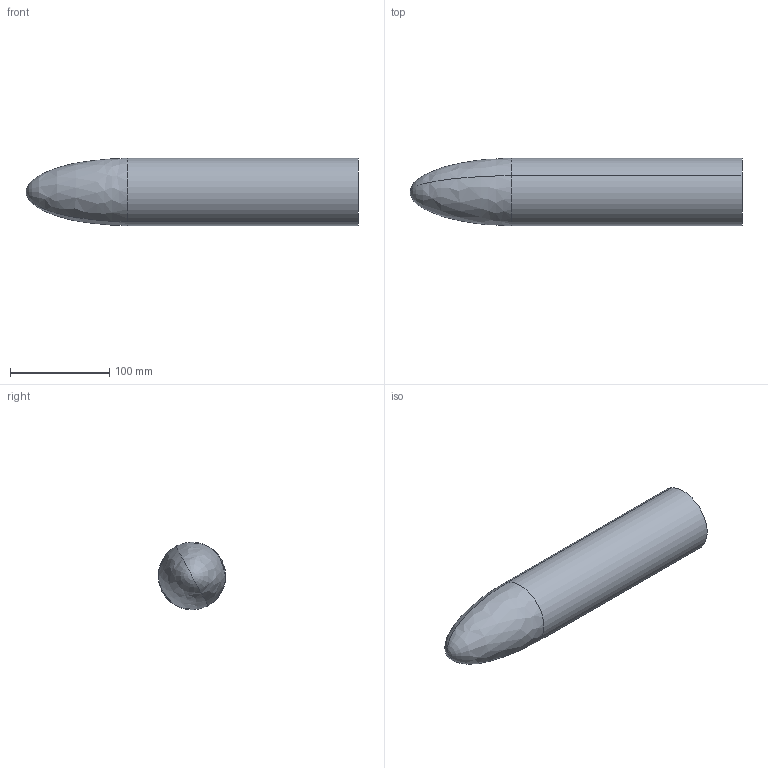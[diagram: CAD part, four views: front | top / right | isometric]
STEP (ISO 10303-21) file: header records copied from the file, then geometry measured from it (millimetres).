
FILE_DESCRIPTION(('CATIA V5 STEP Exchange'),'2;1');
FILE_NAME('RTVC_Koerper.stp','2016-05-30T16:39:20+00:00',('none'),('none'),'CATIA Version 5 Release 17 (IN-10)','CATIA V5 STEP AP203','none');
FILE_SCHEMA(('CONFIG_CONTROL_DESIGN'));
Length unit declared in the file: millimetre
Products named in the file (1): RTVC_Koerper
Bounding box: 335 x 67.98 x 67.98 mm (x, y, z)
Volume: 1093134.3 mm3; surface area: 71263.6 mm2
Topology: 1 solids, 1 shells, 5 faces, 10 edges, 5 vertices
Faces by surface type: revolution 2, cylinder 2, plane 1
Entity records: 181 total; most frequent: CARTESIAN_POINT 52, ORIENTED_EDGE 16, DIRECTION 12, EDGE_CURVE 8, AXIS2_PLACEMENT_3D 7, ADVANCED_FACE 5, EDGE_LOOP 5, FACE_OUTER_BOUND 5
